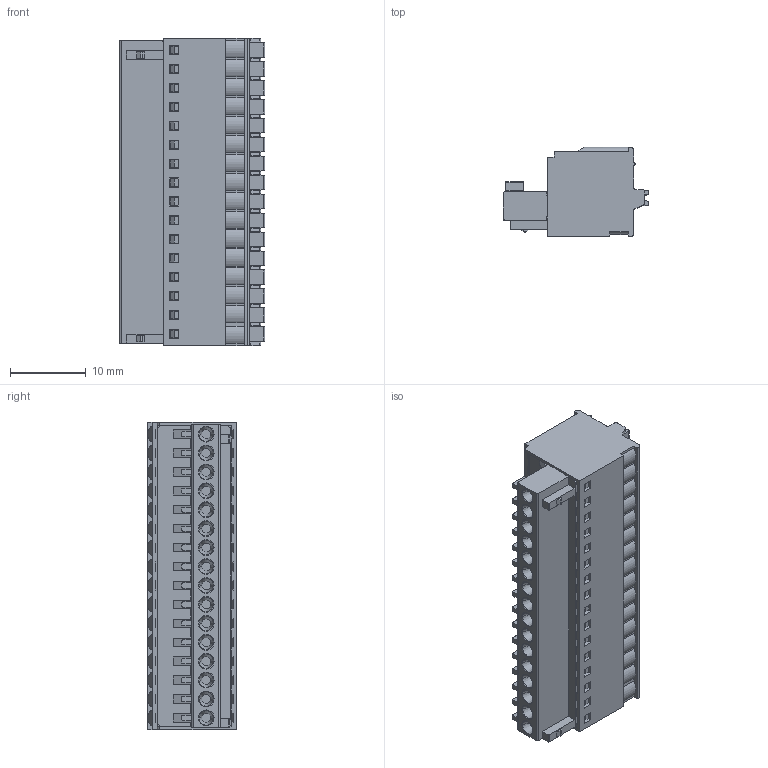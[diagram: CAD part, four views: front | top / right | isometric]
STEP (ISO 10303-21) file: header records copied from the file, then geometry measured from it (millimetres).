
FILE_DESCRIPTION((''),'2;1');
FILE_NAME('TLPS-006-03P','2024-09-14T',('sheji'),(''),'PRO/ENGINEER BY PARAMETRIC TECHNOLOGY CORPORATION, 2015240','PRO/ENGINEER BY PARAMETRIC TECHNOLOGY CORPORATION, 2015240','');
FILE_SCHEMA(('CONFIG_CONTROL_DESIGN'));
Length unit declared in the file: millimetre
Products named in the file (1): TLPS-006-03P
Bounding box: 19.2 x 11.75 x 40.6 mm (x, y, z)
Volume: 5692.1 mm3; surface area: 4530.6 mm2
Topology: 1 solids, 16 shells, 1764 faces, 4762 edges, 3142 vertices
Faces by surface type: plane 1252, cylinder 384, cone 80, torus 32, sphere 16
Entity records: 55910 total; most frequent: CARTESIAN_POINT 10756, ORIENTED_EDGE 9524, DIRECTION 9174, EDGE_CURVE 4762, VECTOR 3686, LINE 3686, VERTEX_POINT 3142, AXIS2_PLACEMENT_3D 2744
